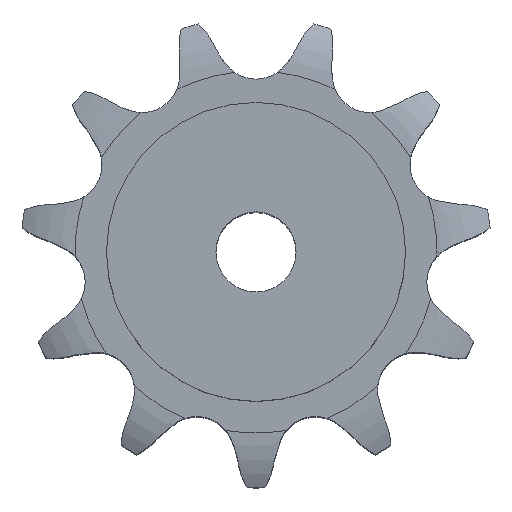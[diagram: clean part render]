
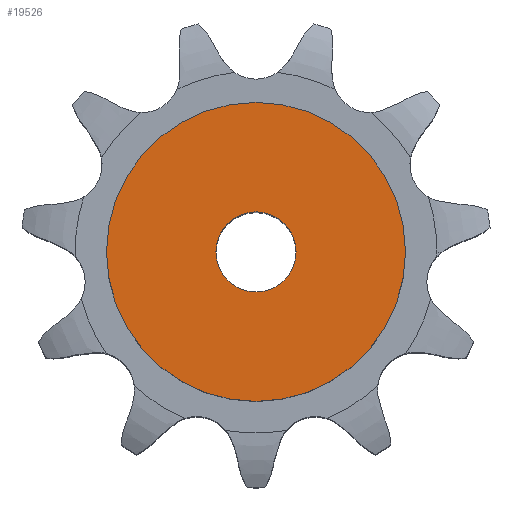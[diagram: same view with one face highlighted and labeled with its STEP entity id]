
A CAD part, top view. The second image highlights one B-rep face of the part: STEP entity #19526.
In plain terms, the highlighted planar face has unit normal (0, 0, 1).
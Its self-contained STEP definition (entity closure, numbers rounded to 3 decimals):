
#10628 = CYLINDRICAL_SURFACE('',#10629,15.);
#10629 = AXIS2_PLACEMENT_3D('',#10630,#10631,#10632);
#10630 = CARTESIAN_POINT('',(0.,0.,339.083));
#10631 = DIRECTION('',(0.,0.,1.));
#10632 = DIRECTION('',(1.,0.,0.));
#13373 = EDGE_CURVE('',#13374,#13374,#13376,.T.);
#13374 = VERTEX_POINT('',#13375);
#13375 = CARTESIAN_POINT('',(15.,0.,180.));
#13376 = SURFACE_CURVE('',#13377,(#13382,#13389),.PCURVE_S1.);
#13377 = CIRCLE('',#13378,15.);
#13378 = AXIS2_PLACEMENT_3D('',#13379,#13380,#13381);
#13379 = CARTESIAN_POINT('',(0.,0.,180.));
#13380 = DIRECTION('',(0.,0.,1.));
#13381 = DIRECTION('',(1.,0.,0.));
#13382 = PCURVE('',#10628,#13383);
#13383 = DEFINITIONAL_REPRESENTATION('',(#13384),#13388);
#13384 = LINE('',#13385,#13386);
#13385 = CARTESIAN_POINT('',(0.,-159.083));
#13386 = VECTOR('',#13387,1.);
#13387 = DIRECTION('',(1.,0.));
#13388 = ( GEOMETRIC_REPRESENTATION_CONTEXT(2) 
PARAMETRIC_REPRESENTATION_CONTEXT() REPRESENTATION_CONTEXT('2D SPACE',''
  ) );
#13389 = PCURVE('',#13390,#13395);
#13390 = PLANE('',#13391);
#13391 = AXIS2_PLACEMENT_3D('',#13392,#13393,#13394);
#13392 = CARTESIAN_POINT('',(0.,0.,180.)
  );
#13393 = DIRECTION('',(0.,0.,1.));
#13394 = DIRECTION('',(1.,0.,0.));
#13395 = DEFINITIONAL_REPRESENTATION('',(#13396),#13400);
#13396 = CIRCLE('',#13397,15.);
#13397 = AXIS2_PLACEMENT_2D('',#13398,#13399);
#13398 = CARTESIAN_POINT('',(0.,0.));
#13399 = DIRECTION('',(1.,0.));
#13400 = ( GEOMETRIC_REPRESENTATION_CONTEXT(2) 
PARAMETRIC_REPRESENTATION_CONTEXT() REPRESENTATION_CONTEXT('2D SPACE',''
  ) );
#19526 = ADVANCED_FACE('',(#19527,#19558),#13390,.T.);
#19527 = FACE_BOUND('',#19528,.T.);
#19528 = EDGE_LOOP('',(#19529));
#19529 = ORIENTED_EDGE('',*,*,#19530,.T.);
#19530 = EDGE_CURVE('',#19531,#19531,#19533,.T.);
#19531 = VERTEX_POINT('',#19532);
#19532 = CARTESIAN_POINT('',(56.,0.,180.));
#19533 = SURFACE_CURVE('',#19534,(#19539,#19546),.PCURVE_S1.);
#19534 = CIRCLE('',#19535,56.);
#19535 = AXIS2_PLACEMENT_3D('',#19536,#19537,#19538);
#19536 = CARTESIAN_POINT('',(0.,0.,180.));
#19537 = DIRECTION('',(0.,0.,1.));
#19538 = DIRECTION('',(1.,0.,0.));
#19539 = PCURVE('',#13390,#19540);
#19540 = DEFINITIONAL_REPRESENTATION('',(#19541),#19545);
#19541 = CIRCLE('',#19542,56.);
#19542 = AXIS2_PLACEMENT_2D('',#19543,#19544);
#19543 = CARTESIAN_POINT('',(0.,0.));
#19544 = DIRECTION('',(1.,0.));
#19545 = ( GEOMETRIC_REPRESENTATION_CONTEXT(2) 
PARAMETRIC_REPRESENTATION_CONTEXT() REPRESENTATION_CONTEXT('2D SPACE',''
  ) );
#19546 = PCURVE('',#19547,#19552);
#19547 = CYLINDRICAL_SURFACE('',#19548,56.);
#19548 = AXIS2_PLACEMENT_3D('',#19549,#19550,#19551);
#19549 = CARTESIAN_POINT('',(0.,0.,0.));
#19550 = DIRECTION('',(-0.,-0.,-1.));
#19551 = DIRECTION('',(1.,0.,0.));
#19552 = DEFINITIONAL_REPRESENTATION('',(#19553),#19557);
#19553 = LINE('',#19554,#19555);
#19554 = CARTESIAN_POINT('',(-0.,-180.));
#19555 = VECTOR('',#19556,1.);
#19556 = DIRECTION('',(-1.,0.));
#19557 = ( GEOMETRIC_REPRESENTATION_CONTEXT(2) 
PARAMETRIC_REPRESENTATION_CONTEXT() REPRESENTATION_CONTEXT('2D SPACE',''
  ) );
#19558 = FACE_BOUND('',#19559,.T.);
#19559 = EDGE_LOOP('',(#19560));
#19560 = ORIENTED_EDGE('',*,*,#13373,.F.);
